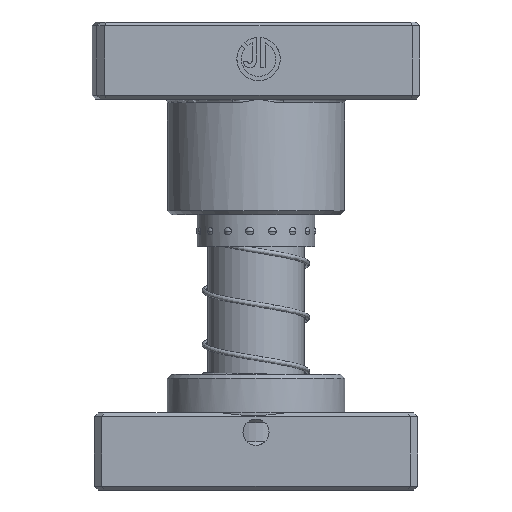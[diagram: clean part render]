
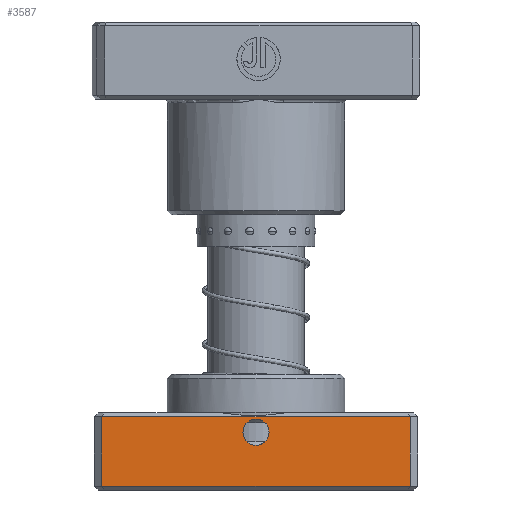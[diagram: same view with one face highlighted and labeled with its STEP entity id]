
A CAD part, front view. The second image highlights one B-rep face of the part: STEP entity #3587.
In plain terms, the highlighted planar face has unit normal (0, -1, 0).
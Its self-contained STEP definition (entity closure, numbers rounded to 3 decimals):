
#96 = DIRECTION ( 'NONE',  ( 0., 0., -1. ) ) ;
#1333 = CIRCLE ( 'NONE', #19935, 3.4 ) ;
#2795 = VERTEX_POINT ( 'NONE', #35741 ) ;
#3418 = AXIS2_PLACEMENT_3D ( 'NONE', #12692, #34800, #15905 ) ;
#3587 = ADVANCED_FACE ( 'NONE', ( #15450, #32263 ), #6138, .F. ) ;
#4375 = VERTEX_POINT ( 'NONE', #22252 ) ;
#4603 = CARTESIAN_POINT ( 'NONE',  ( -40., -24., 19. ) ) ;
#6138 = PLANE ( 'NONE',  #20150 ) ;
#6525 = CARTESIAN_POINT ( 'NONE',  ( 40., -24., 19. ) ) ;
#6595 = ORIENTED_EDGE ( 'NONE', *, *, #14752, .F. ) ;
#7214 = VECTOR ( 'NONE', #32194, 1000. ) ;
#7539 = EDGE_CURVE ( 'NONE', #14809, #19943, #28592, .T. ) ;
#7765 = DIRECTION ( 'NONE',  ( -1., 0., 0. ) ) ;
#9274 = CARTESIAN_POINT ( 'NONE',  ( -40., -24., 20. ) ) ;
#9520 = ORIENTED_EDGE ( 'NONE', *, *, #18334, .T. ) ;
#12387 = EDGE_CURVE ( 'NONE', #2795, #31448, #1333, .T. ) ;
#12434 = DIRECTION ( 'NONE',  ( 0., 0., 1. ) ) ;
#12639 = ORIENTED_EDGE ( 'NONE', *, *, #26314, .F. ) ;
#12692 = CARTESIAN_POINT ( 'NONE',  ( 0., -24., 15. ) ) ;
#13828 = EDGE_LOOP ( 'NONE', ( #9520, #18704, #12639, #28954 ) ) ;
#14752 = EDGE_CURVE ( 'NONE', #31448, #2795, #34676, .T. ) ;
#14809 = VERTEX_POINT ( 'NONE', #6525 ) ;
#15450 = FACE_BOUND ( 'NONE', #23100, .T. ) ;
#15540 = DIRECTION ( 'NONE',  ( 1., 0., 0. ) ) ;
#15905 = DIRECTION ( 'NONE',  ( 0., 0., -1. ) ) ;
#18334 = EDGE_CURVE ( 'NONE', #19943, #39309, #23026, .T. ) ;
#18704 = ORIENTED_EDGE ( 'NONE', *, *, #38832, .T. ) ;
#18968 = DIRECTION ( 'NONE',  ( 0., -1., 0. ) ) ;
#19935 = AXIS2_PLACEMENT_3D ( 'NONE', #37786, #18968, #96 ) ;
#19943 = VERTEX_POINT ( 'NONE', #28590 ) ;
#20150 = AXIS2_PLACEMENT_3D ( 'NONE', #9274, #31388, #12434 ) ;
#20185 = VECTOR ( 'NONE', #7765, 1000. ) ;
#21822 = CARTESIAN_POINT ( 'NONE',  ( 40., -24., 20. ) ) ;
#22018 = CARTESIAN_POINT ( 'NONE',  ( -40., -24., 1. ) ) ;
#22252 = CARTESIAN_POINT ( 'NONE',  ( 40., -24., 1. ) ) ;
#23026 = LINE ( 'NONE', #29018, #7214 ) ;
#23100 = EDGE_LOOP ( 'NONE', ( #28505, #6595 ) ) ;
#23447 = LINE ( 'NONE', #22018, #27890 ) ;
#25091 = CARTESIAN_POINT ( 'NONE',  ( 0., -24., 18.4 ) ) ;
#26314 = EDGE_CURVE ( 'NONE', #14809, #4375, #28142, .T. ) ;
#27165 = VECTOR ( 'NONE', #28084, 1000. ) ;
#27890 = VECTOR ( 'NONE', #15540, 1000. ) ;
#28084 = DIRECTION ( 'NONE',  ( 0., 0., -1. ) ) ;
#28142 = LINE ( 'NONE', #21822, #27165 ) ;
#28505 = ORIENTED_EDGE ( 'NONE', *, *, #12387, .F. ) ;
#28590 = CARTESIAN_POINT ( 'NONE',  ( -40., -24., 19. ) ) ;
#28592 = LINE ( 'NONE', #4603, #20185 ) ;
#28954 = ORIENTED_EDGE ( 'NONE', *, *, #7539, .T. ) ;
#29018 = CARTESIAN_POINT ( 'NONE',  ( -40., -24., 20. ) ) ;
#31388 = DIRECTION ( 'NONE',  ( 0., 1., 0. ) ) ;
#31448 = VERTEX_POINT ( 'NONE', #25091 ) ;
#32194 = DIRECTION ( 'NONE',  ( 0., 0., -1. ) ) ;
#32263 = FACE_OUTER_BOUND ( 'NONE', #13828, .T. ) ;
#34676 = CIRCLE ( 'NONE', #3418, 3.4 ) ;
#34800 = DIRECTION ( 'NONE',  ( 0., -1., 0. ) ) ;
#35741 = CARTESIAN_POINT ( 'NONE',  ( 0., -24., 11.6 ) ) ;
#37786 = CARTESIAN_POINT ( 'NONE',  ( 0., -24., 15. ) ) ;
#38832 = EDGE_CURVE ( 'NONE', #39309, #4375, #23447, .T. ) ;
#39309 = VERTEX_POINT ( 'NONE', #39914 ) ;
#39914 = CARTESIAN_POINT ( 'NONE',  ( -40., -24., 1. ) ) ;
